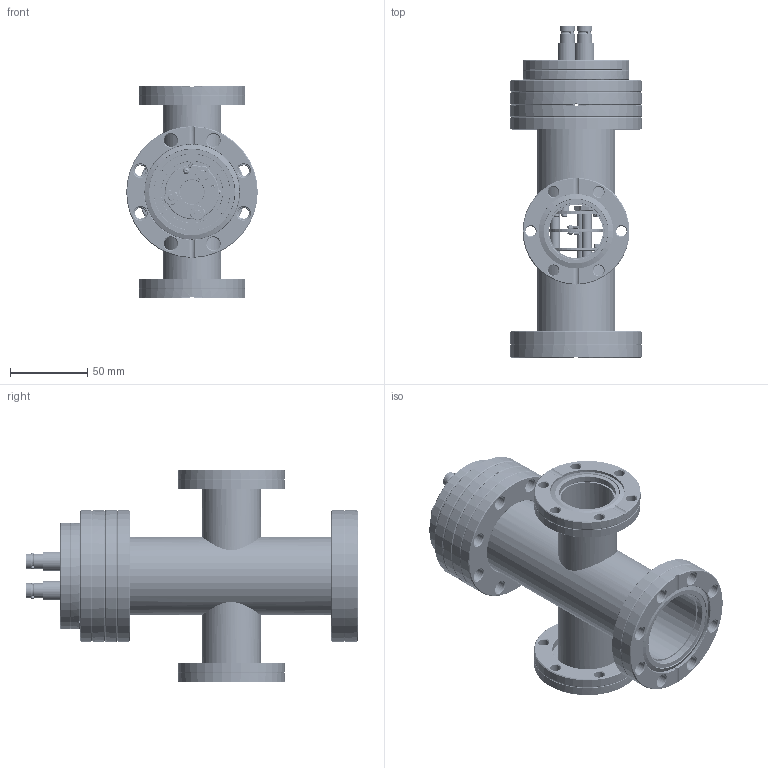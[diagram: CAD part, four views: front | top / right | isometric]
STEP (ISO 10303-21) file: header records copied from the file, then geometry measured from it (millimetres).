
FILE_DESCRIPTION(/* description */ (''),/* implementation_level */ '2;1');
FILE_NAME(/* name */ 'detector_chamber3.stp',/* time_stamp */ '2023-04-14T19:59:23-04:00',/* author */ ('robco'),/* organization */ (''),/* preprocessor_version */ 'ST-DEVELOPER v18',/* originating_system */ 'Autodesk Inventor 2020',/* authorisation */ '');
FILE_SCHEMA (('AUTOMOTIVE_DESIGN { 1 0 10303 214 3 1 1 }'));
Products named in the file (30): detector_chamber3; c-0337-275; P0000157; P0002155; P0000127; A0000618; P0000439; P0000494; A0000603; P0000489; P0000436; rf337x275t; iftbg022033_PIPStapped; detector_alt3; field_rings_alt3-8-32rods; 30mm_copper_rings_bottom; plastic_standoff_10mm; 30mm_copper_rings; 90730A003_18-8 Stainless Steel Narrow Hex Nut; 92949A076_18-8 Stainless Steel Button Head Hex Drive Screw; c-2-31425-2-v-3d; 8-32_1.75inch_Threaded Rod; 90480A009_Low-Strength Steel Hex Nut; PIPS_mounted2; PIPS300; PIPS-flange_rod1-4v2; screw_disc; disc-flange_rod1-4; ceramic_standoff_1-4; M2_10mm_18-8 Stainless Steel Socket Head Screw
Assembly tree (67 placements, depth 4):
  detector_chamber3
    c-0337-275
      P0000157
      P0002155
      P0000127
      A0000618
        P0000439
        P0000494
      A0000603
        P0000489
        P0000436
    rf337x275t
    iftbg022033_PIPStapped
    detector_alt3
      field_rings_alt3-8-32rods
        c-2-31425-2-v-3d  x8
        92949A076_18-8 Stainless Steel Button Head Hex Drive Screw  x4
        90730A003_18-8 Stainless Steel Narrow Hex Nut  x4
        30mm_copper_rings_bottom
        plastic_standoff_10mm  x9
        30mm_copper_rings  x3
        8-32_1.75inch_Threaded Rod  x3
        90480A009_Low-Strength Steel Hex Nut  x6
      PIPS_mounted2
        PIPS300
        PIPS-flange_rod1-4v2  x3
        screw_disc
        disc-flange_rod1-4  x3
      ceramic_standoff_1-4  x3
      M2_10mm_18-8 Stainless Steel Socket Head Screw  x3
Bounding box: 85.09 x 214.78 x 137.62 mm (x, y, z)
Volume: 338556.7 mm3; surface area: 192438.9 mm2
Topology: 63 solids, 63 shells, 1891 faces, 5244 edges, 3516 vertices
Faces by surface type: cylinder 987, cone 396, plane 361, bspline 72, torus 69, sphere 6
Full cylindrical faces by diameter (mm): 1.041 x8, 1.48 x72, 1.567 x3, 1.595 x36, 1.905 x4, 1.956 x8, 2 x81, 2.184 x48, 2.2 x3, 2.362 x8, 2.388 x4, 2.438 x8, 2.642 x13, 2.667 x2, 2.921 x9, 3.134 x177, 3.264 x3, 3.5 x3, 3.6 x9, 3.8 x3, 4.166 x184, 4.305 x8, 4.366 x3, 4.699 x2, 5.367 x12, 5.969 x2, 6.35 x18, 6.426 x2, 6.579 x2, 6.731 x18
Entity records: 47808 total; most frequent: CARTESIAN_POINT 23208, ORIENTED_EDGE 5006, DIRECTION 5005, EDGE_CURVE 2503, AXIS2_PLACEMENT_3D 2159, VERTEX_POINT 1745, CIRCLE 1216, EDGE_LOOP 1092
